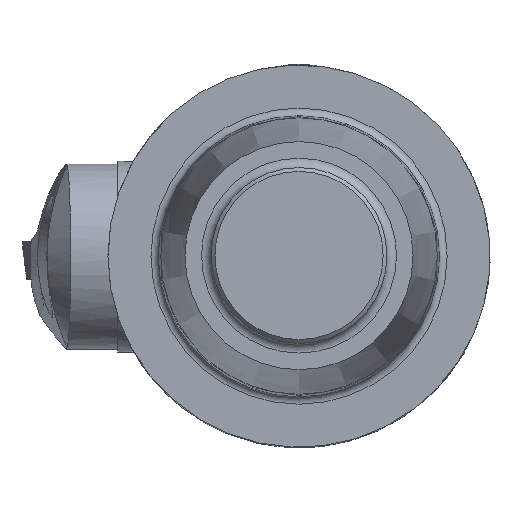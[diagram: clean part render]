
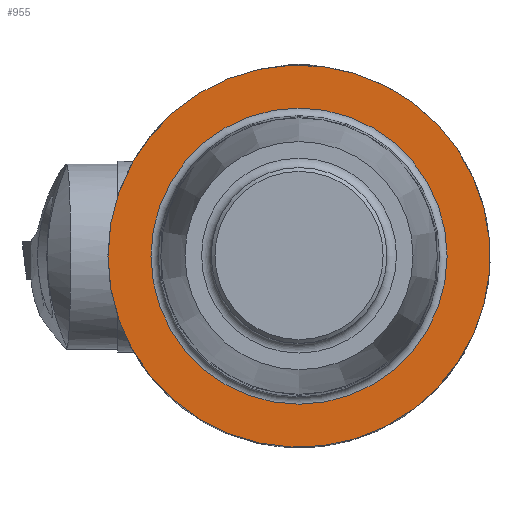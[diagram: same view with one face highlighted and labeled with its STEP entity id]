
A CAD part, top view. The second image highlights one B-rep face of the part: STEP entity #955.
In plain terms, the highlighted planar face has unit normal (0, 0, 1).
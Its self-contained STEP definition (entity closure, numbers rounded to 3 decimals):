
#660=PLANE('',#6881);
#955=ADVANCED_FACE('',(#2733,#2734),#660,.F.);
#2733=FACE_BOUND('',#2840,.T.);
#2734=FACE_BOUND('',#2841,.T.);
#2840=EDGE_LOOP('',(#3273));
#2841=EDGE_LOOP('',(#3274));
#3273=ORIENTED_EDGE('',*,*,#5742,.T.);
#3274=ORIENTED_EDGE('',*,*,#5769,.T.);
#5108=VERTEX_POINT('',#9229);
#5135=VERTEX_POINT('',#9536);
#5742=EDGE_CURVE('',#5108,#5108,#6673,.T.);
#5769=EDGE_CURVE('',#5135,#5135,#6679,.T.);
#6673=CIRCLE('',#6867,10.);
#6679=CIRCLE('',#6880,7.75);
#6867=AXIS2_PLACEMENT_3D('',#9228,#7438,#7439);
#6880=AXIS2_PLACEMENT_3D('',#9535,#7470,#7471);
#6881=AXIS2_PLACEMENT_3D('',#9537,#7472,#7473);
#7438=DIRECTION('',(0.,0.,1.));
#7439=DIRECTION('',(-1.,0.,0.));
#7470=DIRECTION('',(0.,0.,-1.));
#7471=DIRECTION('',(0.,1.,0.));
#7472=DIRECTION('',(0.,0.,-1.));
#7473=DIRECTION('',(0.,1.,0.));
#9228=CARTESIAN_POINT('',(0.,0.,0.));
#9229=CARTESIAN_POINT('',(-10.,0.,0.));
#9535=CARTESIAN_POINT('',(0.,0.,0.));
#9536=CARTESIAN_POINT('',(0.,7.75,0.));
#9537=CARTESIAN_POINT('',(0.,9.65,0.));
